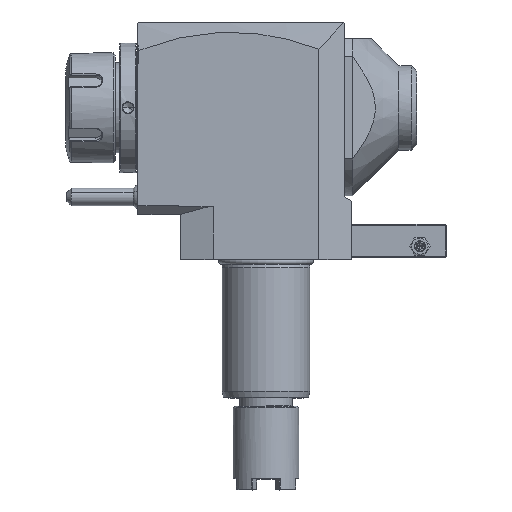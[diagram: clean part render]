
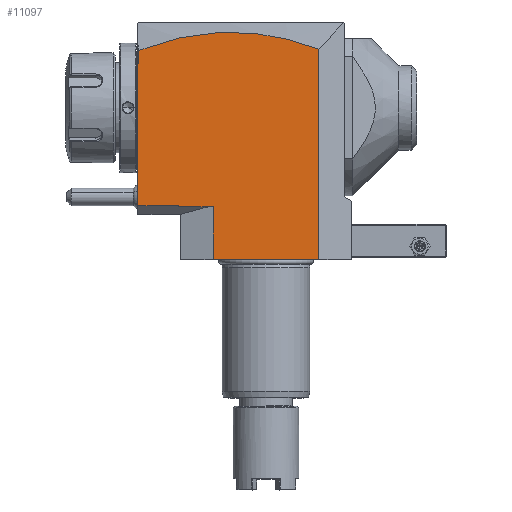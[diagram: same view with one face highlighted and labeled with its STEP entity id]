
A CAD part, top view. The second image highlights one B-rep face of the part: STEP entity #11097.
In plain terms, the highlighted planar face has unit normal (0, 0, 1).
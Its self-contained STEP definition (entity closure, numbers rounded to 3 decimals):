
#29=DIRECTION('',(-1.,0.,0.));
#30=VECTOR('',#29,48.);
#31=CARTESIAN_POINT('',(24.,0.,37.5));
#32=LINE('',#31,#30);
#220=DIRECTION('',(0.,1.,0.));
#221=VECTOR('',#220,64.5);
#222=CARTESIAN_POINT('',(-58.3,24.5,37.5));
#223=LINE('',#222,#221);
#266=DIRECTION('',(1.,0.,0.));
#267=VECTOR('',#266,18.5);
#268=CARTESIAN_POINT('',(-58.3,24.5,37.5));
#269=LINE('',#268,#267);
#353=DIRECTION('',(0.,-1.,0.));
#354=VECTOR('',#353,24.);
#355=CARTESIAN_POINT('',(-24.,24.,37.5));
#356=LINE('',#355,#354);
#365=DIRECTION('',(1.,0.,0.));
#366=VECTOR('',#365,0.5);
#367=CARTESIAN_POINT('',(-58.3,89.,37.5));
#368=LINE('',#367,#366);
#369=DIRECTION('',(0.,1.,0.));
#370=VECTOR('',#369,6.092);
#371=CARTESIAN_POINT('',(-57.8,89.,37.5));
#372=LINE('',#371,#370);
#373=CARTESIAN_POINT('',(-57.8,95.092,37.5));
#374=CARTESIAN_POINT('',(-50.998,97.812,37.5));
#375=CARTESIAN_POINT('',(-37.387,101.914,37.5));
#376=CARTESIAN_POINT('',(-16.948,104.059,37.5));
#377=CARTESIAN_POINT('',(3.513,102.192,37.5));
#378=CARTESIAN_POINT('',(17.168,98.259,37.5));
#379=CARTESIAN_POINT('',(24.,95.615,37.5));
#381=DIRECTION('',(0.,-1.,0.));
#382=VECTOR('',#381,95.615);
#383=CARTESIAN_POINT('',(24.,95.615,37.5));
#384=LINE('',#383,#382);
#385=DIRECTION('',(0.,-1.,0.));
#386=VECTOR('',#385,0.5);
#387=CARTESIAN_POINT('',(-39.8,24.5,37.5));
#388=LINE('',#387,#386);
#956=DIRECTION('',(1.,0.,0.));
#957=VECTOR('',#956,15.8);
#958=CARTESIAN_POINT('',(-39.8,24.,37.5));
#959=LINE('',#958,#957);
#9992=VERTEX_POINT('',#373);
#9993=VERTEX_POINT('',#379);
#10005=CARTESIAN_POINT('',(-39.8,24.5,37.5));
#10006=CARTESIAN_POINT('',(-39.8,24.,37.5));
#10007=VERTEX_POINT('',#10005);
#10008=VERTEX_POINT('',#10006);
#10015=CARTESIAN_POINT('',(-24.,24.,37.5));
#10016=VERTEX_POINT('',#10015);
#10398=CARTESIAN_POINT('',(24.,0.,37.5));
#10400=VERTEX_POINT('',#10398);
#10401=CARTESIAN_POINT('',(-24.,0.,37.5));
#10402=VERTEX_POINT('',#10401);
#10435=CARTESIAN_POINT('',(-58.3,24.5,37.5));
#10436=CARTESIAN_POINT('',(-58.3,89.,37.5));
#10437=VERTEX_POINT('',#10435);
#10438=VERTEX_POINT('',#10436);
#10554=CARTESIAN_POINT('',(-57.8,89.,37.5));
#10556=VERTEX_POINT('',#10554);
#11075=CARTESIAN_POINT('',(-39.202,24.,37.5));
#11076=DIRECTION('',(0.,0.,1.));
#11077=DIRECTION('',(1.,0.,0.));
#11078=AXIS2_PLACEMENT_3D('',#11075,#11076,#11077);
#11079=PLANE('',#11078);
#11080=ORIENTED_EDGE('',*,*,#10990,.F.);
#11081=ORIENTED_EDGE('',*,*,#10883,.T.);
#11083=ORIENTED_EDGE('',*,*,#11082,.T.);
#11085=ORIENTED_EDGE('',*,*,#11084,.T.);
#11087=ORIENTED_EDGE('',*,*,#11086,.T.);
#11088=ORIENTED_EDGE('',*,*,#10729,.T.);
#11089=ORIENTED_EDGE('',*,*,#10704,.T.);
#11090=ORIENTED_EDGE('',*,*,#11065,.F.);
#11092=ORIENTED_EDGE('',*,*,#11091,.F.);
#11094=ORIENTED_EDGE('',*,*,#11093,.F.);
#11095=EDGE_LOOP('',(#11080,#11081,#11083,#11085,#11087,#11088,#11089,#11090,
#11092,#11094));
#11096=FACE_OUTER_BOUND('',#11095,.F.);
#380=B_SPLINE_CURVE_WITH_KNOTS('',3,(#373,#374,#375,#376,#377,#378,#379),
.UNSPECIFIED.,.F.,.F.,(4,1,1,1,4),(0.,0.25,0.5,0.75,1.),
.UNSPECIFIED.);
#10704=EDGE_CURVE('',#10400,#10402,#32,.T.);
#10729=EDGE_CURVE('',#9993,#10400,#384,.T.);
#10883=EDGE_CURVE('',#10437,#10438,#223,.T.);
#10990=EDGE_CURVE('',#10437,#10007,#269,.T.);
#11065=EDGE_CURVE('',#10016,#10402,#356,.T.);
#11082=EDGE_CURVE('',#10438,#10556,#368,.T.);
#11084=EDGE_CURVE('',#10556,#9992,#372,.T.);
#11086=EDGE_CURVE('',#9992,#9993,#380,.T.);
#11091=EDGE_CURVE('',#10008,#10016,#959,.T.);
#11093=EDGE_CURVE('',#10007,#10008,#388,.T.);
#11097=ADVANCED_FACE('',(#11096),#11079,.T.);
